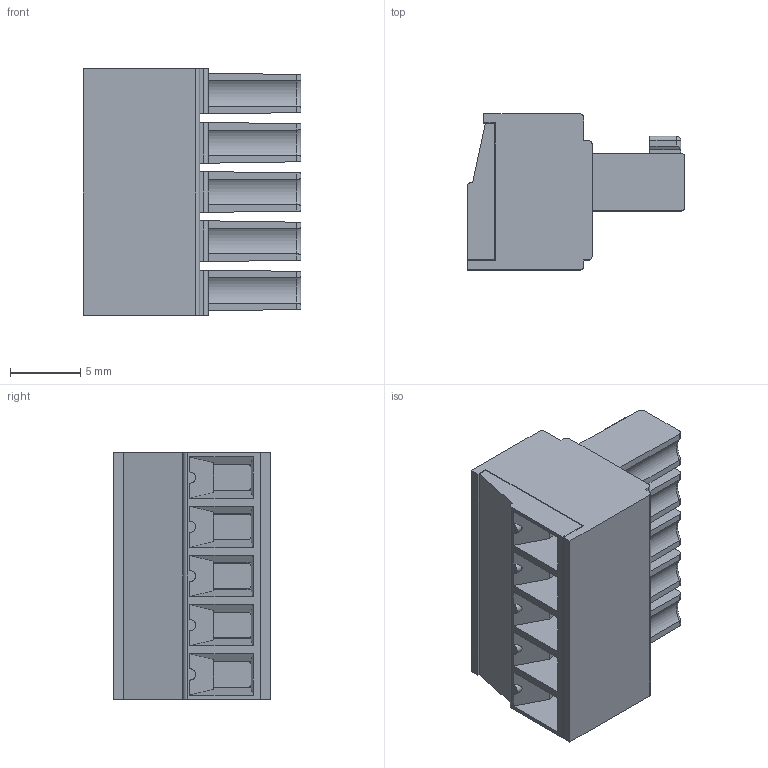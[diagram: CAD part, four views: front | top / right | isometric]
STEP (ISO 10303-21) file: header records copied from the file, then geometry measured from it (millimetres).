
FILE_DESCRIPTION(('STEP AP214'),'1');
FILE_NAME('SH05-3,5.stp','2018-11-19T08:36:12',(' '),(' '),'Spatial InterOp 3D',' ',' ');
FILE_SCHEMA(('AUTOMOTIVE_DESIGN { 1 0 10303 214 1 1 1 1 }'));
Length unit declared in the file: metre
Products named in the file (1): 1
Bounding box: 15.5 x 11.1 x 17.5 mm (x, y, z)
Volume: 1649 mm3; surface area: 2059.5 mm2
Topology: 1 solids, 1 shells, 415 faces, 1104 edges, 704 vertices
Faces by surface type: plane 281, cylinder 94, torus 15, cone 15, sphere 10
Full cylindrical faces by diameter (mm): 1.2 x5, 2.8 x5, 3 x5
Entity records: 15905 total; most frequent: CARTESIAN_POINT 2441, ORIENTED_EDGE 2094, DIRECTION 2063, EDGE_CURVE 1047, LINE 775, VECTOR 775, VERTEX_POINT 687, AXIS2_PLACEMENT_3D 644
